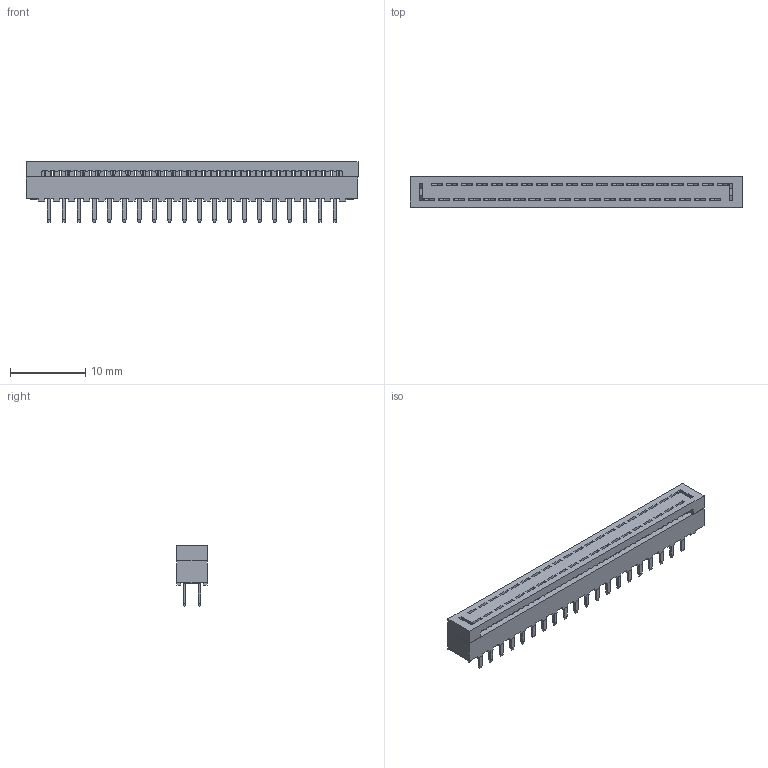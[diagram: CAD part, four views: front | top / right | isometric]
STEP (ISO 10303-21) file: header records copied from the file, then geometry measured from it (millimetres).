
FILE_DESCRIPTION( ( 'Unknown' ), '1' );
FILE_NAME( '62504022323.stp', 'Unknown', ( 'Unknown' ), ( 'Unknown' ), 'PSStep 15.0.49', 'Unknown', ' ' );
FILE_SCHEMA( ( 'AUTOMOTIVE_DESIGN { 1 0 10303 214 1 1 1 1 }' ) );
Length unit declared in the file: millimetre
Products named in the file (4): Assem1; 6250xx22323_PIN; 62504022323; 62504022323_PAD
Assembly tree (42 placements, depth 2):
  Assem1
    6250xx22323_PIN  x40
    62504022323
    62504022323_PAD
Bounding box: 44.1 x 4 x 8 mm (x, y, z)
Volume: 742.9 mm3; surface area: 2329.2 mm2
Topology: 42 solids, 42 shells, 1429 faces, 3995 edges, 2608 vertices
Faces by surface type: plane 1349, cylinder 80
Entity records: 31583 total; most frequent: CARTESIAN_POINT 4565, ORIENTED_EDGE 4558, DIRECTION 4135, EDGE_CURVE 2279, LINE 1963, VECTOR 1963, VERTEX_POINT 1516, AXIS2_PLACEMENT_3D 1086
